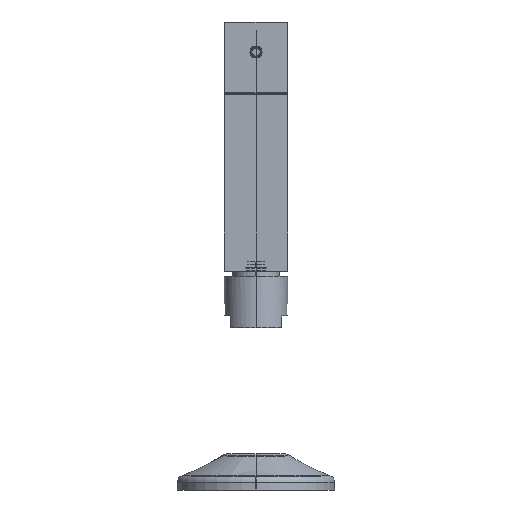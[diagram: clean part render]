
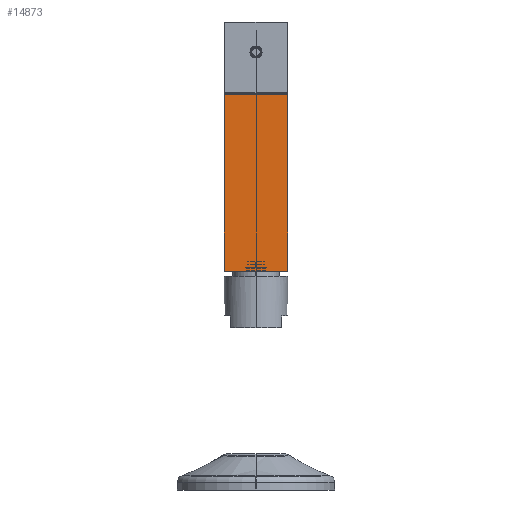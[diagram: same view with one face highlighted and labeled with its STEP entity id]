
A CAD part, front view. The second image highlights one B-rep face of the part: STEP entity #14873.
In plain terms, the highlighted planar face has unit normal (0, -1, 0).
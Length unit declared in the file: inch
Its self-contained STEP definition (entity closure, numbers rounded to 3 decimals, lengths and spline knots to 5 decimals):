
#10561=DIRECTION('',(-1.,0.,0.));
#10562=VECTOR('',#10561,1.);
#10563=CARTESIAN_POINT('',(0.5,-0.5,0.75));
#10564=LINE('',#10563,#10562);
#10565=DIRECTION('',(0.,0.,1.));
#10566=VECTOR('',#10565,2.8);
#10567=CARTESIAN_POINT('',(0.5,-0.5,-2.05));
#10568=LINE('',#10567,#10566);
#10569=DIRECTION('',(1.,0.,0.));
#10570=VECTOR('',#10569,1.);
#10571=CARTESIAN_POINT('',(-0.5,-0.5,-2.05));
#10572=LINE('',#10571,#10570);
#10573=DIRECTION('',(0.,0.,-1.));
#10574=VECTOR('',#10573,2.8);
#10575=CARTESIAN_POINT('',(-0.5,-0.5,0.75));
#10576=LINE('',#10575,#10574);
#10763=CARTESIAN_POINT('',(-0.5,-0.5,-2.05));
#10764=VERTEX_POINT('',#10763);
#10765=CARTESIAN_POINT('',(0.5,-0.5,-2.05));
#10766=VERTEX_POINT('',#10765);
#10789=CARTESIAN_POINT('',(-0.5,-0.5,0.75));
#10790=VERTEX_POINT('',#10789);
#10793=CARTESIAN_POINT('',(0.5,-0.5,0.75));
#10794=VERTEX_POINT('',#10793);
#14862=CARTESIAN_POINT('',(0.,-0.5,-0.65));
#14863=DIRECTION('',(0.,1.,0.));
#14864=DIRECTION('',(-1.,0.,0.));
#14865=AXIS2_PLACEMENT_3D('',#14862,#14863,#14864);
#14866=PLANE('',#14865);
#14867=ORIENTED_EDGE('',*,*,#14852,.F.);
#14868=ORIENTED_EDGE('',*,*,#11052,.F.);
#14869=ORIENTED_EDGE('',*,*,#10995,.F.);
#14870=ORIENTED_EDGE('',*,*,#11101,.F.);
#14871=EDGE_LOOP('',(#14867,#14868,#14869,#14870));
#14872=FACE_OUTER_BOUND('',#14871,.F.);
#14873=ADVANCED_FACE('',(#14872),#14866,.F.);
#10995=EDGE_CURVE('',#10764,#10766,#10572,.T.);
#11052=EDGE_CURVE('',#10766,#10794,#10568,.T.);
#11101=EDGE_CURVE('',#10790,#10764,#10576,.T.);
#14852=EDGE_CURVE('',#10794,#10790,#10564,.T.);
